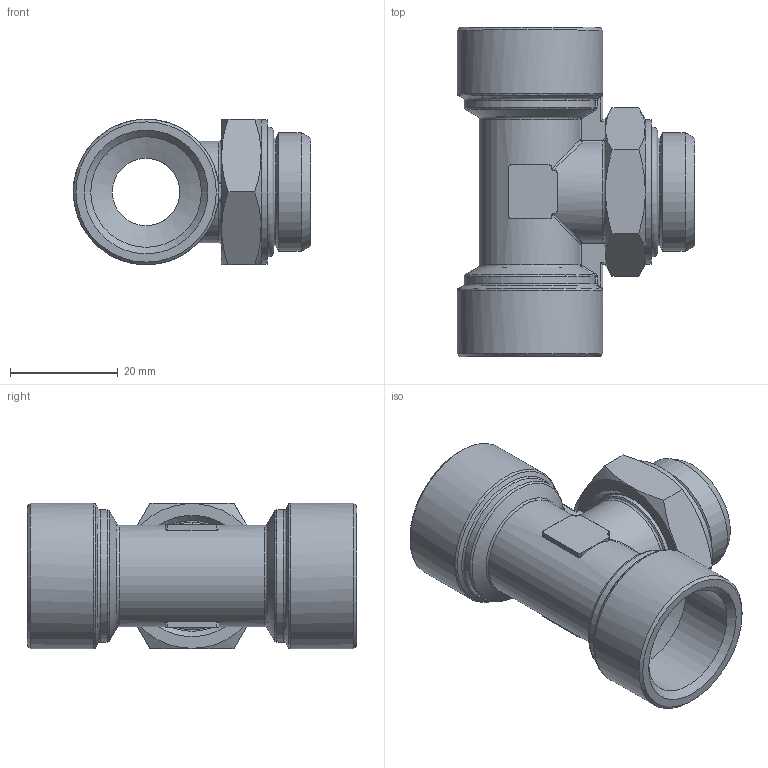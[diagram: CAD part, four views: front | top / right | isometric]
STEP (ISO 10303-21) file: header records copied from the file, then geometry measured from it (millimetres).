
FILE_DESCRIPTION(( 'RAF.24.M22X1.5.M22X1.5.stp' ), '1');
FILE_NAME( 'RAF.24.M22X1.5.M22X1.5.stp', '2021-02-19T15:58:24',( 'Sopra'),('sopra-pneumatic.com'), 'SwSTEP 2.0','SolidWorks 2009','' );
FILE_SCHEMA( ( 'CONFIG_CONTROL_DESIGN' ) );
Length unit declared in the file: millimetre
Products named in the file (1): Rivoluzione1
Bounding box: 44 x 61 x 27 mm (x, y, z)
Volume: 19010.9 mm3; surface area: 11870.9 mm2
Topology: 1 solids, 1 shells, 174 faces, 444 edges, 270 vertices
Faces by surface type: cylinder 52, plane 48, bspline 44, cone 19, torus 11
Full cylindrical faces by diameter (mm): 12.5 x2, 15 x1, 19.9 x2, 20.5 x2, 22 x1, 26.8 x1, 27 x2
Entity records: 6260 total; most frequent: CARTESIAN_POINT 2512, ORIENTED_EDGE 822, DIRECTION 680, EDGE_CURVE 411, AXIS2_PLACEMENT_3D 280, VERTEX_POINT 264, EDGE_LOOP 206, FACE_OUTER_BOUND 186
